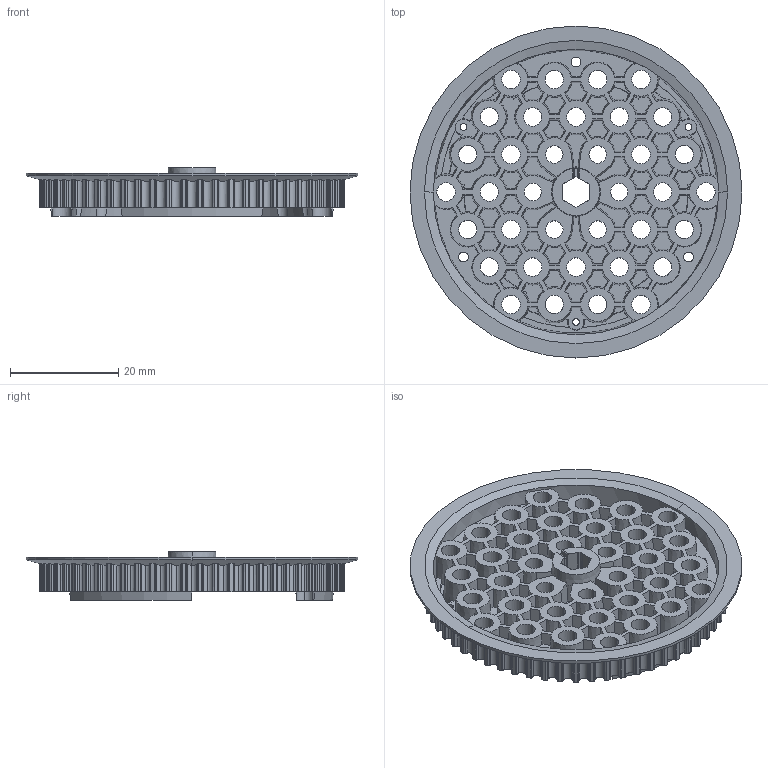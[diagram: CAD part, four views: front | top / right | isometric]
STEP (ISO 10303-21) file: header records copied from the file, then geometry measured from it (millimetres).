
FILE_DESCRIPTION (( 'STEP AP203' ), '1' );
FILE_NAME ('REV-41-1677.STEP', '2019-08-01T23:53:59', ( '' ), ( '' ), 'SwSTEP 2.0', 'SolidWorks 2018', '' );
FILE_SCHEMA (( 'CONFIG_CONTROL_DESIGN' ));
Length unit declared in the file: millimetre
Products named in the file (1): REV-41-1677
Bounding box: 61.3 x 61.3 x 9 mm (x, y, z)
Volume: 8842.5 mm3; surface area: 12846.6 mm2
Topology: 1 solids, 1 shells, 1118 faces, 3260 edges, 2168 vertices
Faces by surface type: cylinder 528, plane 353, cone 237
Entity records: 39569 total; most frequent: CARTESIAN_POINT 10151, ORIENTED_EDGE 6520, DIRECTION 5980, EDGE_CURVE 3260, AXIS2_PLACEMENT_3D 2497, VERTEX_POINT 2168, CIRCLE 1378, EDGE_LOOP 1228
